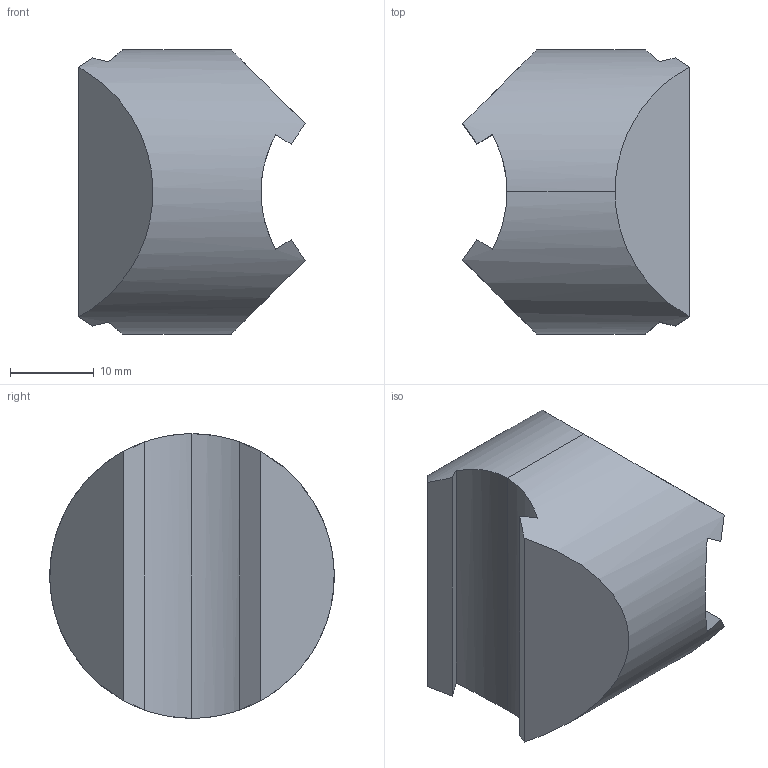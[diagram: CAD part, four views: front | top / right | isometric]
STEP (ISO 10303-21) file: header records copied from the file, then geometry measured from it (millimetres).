
FILE_DESCRIPTION(('STEP AP214'),'1');
FILE_NAME('cctmp_88883357-F0C7-4B28-857E-600F0C4CE060_2020_1_16_7_7_38_411..stp','2020-01-16T06:07:38',('Bosch Rexroth AG'),('CADClick - www.CADClick.com'),'Spatial InterOp 3D',' ','unknown authorization - (Healing Option Enabled)');
FILE_SCHEMA(('AUTOMOTIVE_DESIGN'));
Length unit declared in the file: millimetre
Products named in the file (1): 2020_01_16__07-07-38-409
Bounding box: 27.04 x 34 x 34 mm (x, y, z)
Volume: 17662.8 mm3; surface area: 4439.4 mm2
Topology: 1 solids, 1 shells, 17 faces, 43 edges, 28 vertices
Faces by surface type: plane 12, cylinder 5
Entity records: 724 total; most frequent: CARTESIAN_POINT 229, ORIENTED_EDGE 86, DIRECTION 51, EDGE_CURVE 43, VERTEX_POINT 28, STYLED_ITEM 18, PRESENTATION_STYLE_ASSIGNMENT 18, AXIS2_PLACEMENT_3D 18
